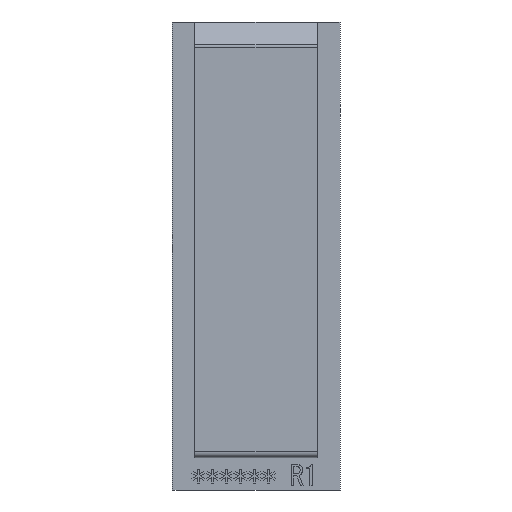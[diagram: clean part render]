
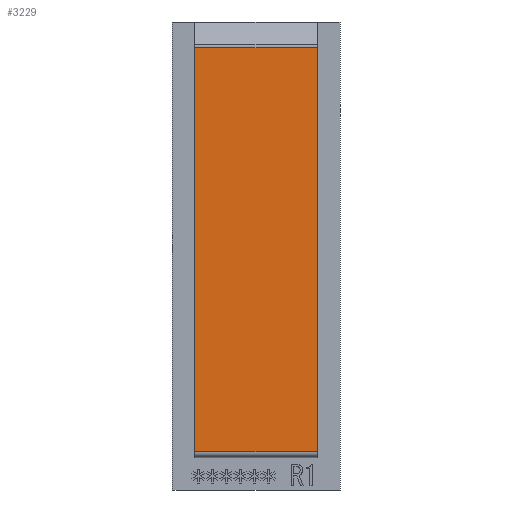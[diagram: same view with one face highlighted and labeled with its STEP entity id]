
A CAD part, front view. The second image highlights one B-rep face of the part: STEP entity #3229.
In plain terms, the highlighted planar face has unit normal (0, -1, 0).
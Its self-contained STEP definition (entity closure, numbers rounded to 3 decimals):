
#39 = CARTESIAN_POINT ( 'NONE',  ( 7., -1.15, 34.308 ) ) ;
#276 = VERTEX_POINT ( 'NONE', #5429 ) ;
#735 = EDGE_LOOP ( 'NONE', ( #5918, #5674, #6601, #4924 ) ) ;
#830 = AXIS2_PLACEMENT_3D ( 'NONE', #39, #4093, #4860 ) ;
#841 = DIRECTION ( 'NONE',  ( 0., 0., 1. ) ) ;
#914 = LINE ( 'NONE', #1533, #5130 ) ;
#1533 = CARTESIAN_POINT ( 'NONE',  ( 7., -1.15, 0.5 ) ) ;
#1665 = FACE_OUTER_BOUND ( 'NONE', #735, .T. ) ;
#1781 = VECTOR ( 'NONE', #841, 1000. ) ;
#1898 = CARTESIAN_POINT ( 'NONE',  ( 7., -1.15, 34.174 ) ) ;
#2697 = PLANE ( 'NONE',  #830 ) ;
#2942 = EDGE_CURVE ( 'NONE', #3059, #7015, #914, .T. ) ;
#3059 = VERTEX_POINT ( 'NONE', #7373 ) ;
#3093 = EDGE_CURVE ( 'NONE', #7015, #3236, #7971, .T. ) ;
#3229 = ADVANCED_FACE ( 'NONE', ( #1665 ), #2697, .F. ) ;
#3236 = VERTEX_POINT ( 'NONE', #5556 ) ;
#3300 = DIRECTION ( 'NONE',  ( -1., 0., 0. ) ) ;
#3388 = EDGE_CURVE ( 'NONE', #3059, #276, #6340, .T. ) ;
#3636 = DIRECTION ( 'NONE',  ( -1., 0., 0. ) ) ;
#4093 = DIRECTION ( 'NONE',  ( 0., 1., 0. ) ) ;
#4680 = DIRECTION ( 'NONE',  ( 0., 0., 1. ) ) ;
#4860 = DIRECTION ( 'NONE',  ( 0., 0., 1. ) ) ;
#4924 = ORIENTED_EDGE ( 'NONE', *, *, #2942, .F. ) ;
#5130 = VECTOR ( 'NONE', #3636, 1000. ) ;
#5412 = CARTESIAN_POINT ( 'NONE',  ( -5.1, -1.15, -2.7 ) ) ;
#5429 = CARTESIAN_POINT ( 'NONE',  ( 5.1, -1.15, 34.174 ) ) ;
#5556 = CARTESIAN_POINT ( 'NONE',  ( -5.1, -1.15, 34.174 ) ) ;
#5641 = CARTESIAN_POINT ( 'NONE',  ( -5.1, -1.15, 0.5 ) ) ;
#5668 = VECTOR ( 'NONE', #4680, 1000. ) ;
#5674 = ORIENTED_EDGE ( 'NONE', *, *, #7534, .T. ) ;
#5764 = LINE ( 'NONE', #1898, #7425 ) ;
#5918 = ORIENTED_EDGE ( 'NONE', *, *, #3388, .T. ) ;
#6340 = LINE ( 'NONE', #7116, #1781 ) ;
#6601 = ORIENTED_EDGE ( 'NONE', *, *, #3093, .F. ) ;
#7015 = VERTEX_POINT ( 'NONE', #5641 ) ;
#7116 = CARTESIAN_POINT ( 'NONE',  ( 5.1, -1.15, -2.7 ) ) ;
#7373 = CARTESIAN_POINT ( 'NONE',  ( 5.1, -1.15, 0.5 ) ) ;
#7425 = VECTOR ( 'NONE', #3300, 1000. ) ;
#7534 = EDGE_CURVE ( 'NONE', #276, #3236, #5764, .T. ) ;
#7971 = LINE ( 'NONE', #5412, #5668 ) ;
